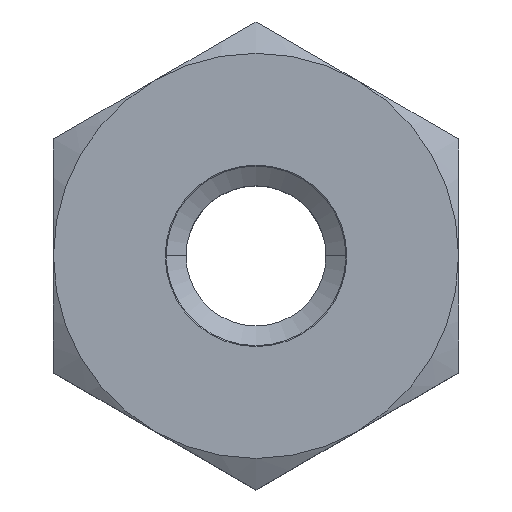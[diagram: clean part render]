
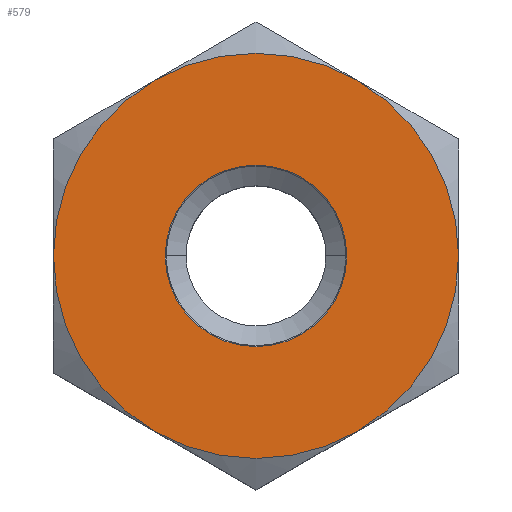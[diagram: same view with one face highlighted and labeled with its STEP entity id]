
A CAD part, top view. The second image highlights one B-rep face of the part: STEP entity #579.
In plain terms, the highlighted planar face has unit normal (0, 0, 1).
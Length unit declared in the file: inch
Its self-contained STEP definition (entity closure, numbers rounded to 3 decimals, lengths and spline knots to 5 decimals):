
#11 = DIRECTION ( 'NONE',  ( 0., 0., -1. ) ) ;
#17 = CARTESIAN_POINT ( 'NONE',  ( 0., 0., 0. ) ) ;
#19 = AXIS2_PLACEMENT_3D ( 'NONE', #353, #352, #350 ) ;
#34 = AXIS2_PLACEMENT_3D ( 'NONE', #1288, #966, #1412 ) ;
#42 = FACE_OUTER_BOUND ( 'NONE', #914, .T. ) ;
#113 = CARTESIAN_POINT ( 'NONE',  ( 0., 0., 0. ) ) ;
#132 = DIRECTION ( 'NONE',  ( 0., 0., -1. ) ) ;
#148 = CIRCLE ( 'NONE', #1025, 0.154 ) ;
#166 = DIRECTION ( 'NONE',  ( -1., 0., 0. ) ) ;
#175 = VERTEX_POINT ( 'NONE', #680 ) ;
#176 = EDGE_CURVE ( 'NONE', #993, #175, #1132, .T. ) ;
#202 = AXIS2_PLACEMENT_3D ( 'NONE', #945, #944, #943 ) ;
#221 = FACE_BOUND ( 'NONE', #423, .T. ) ;
#240 = ORIENTED_EDGE ( 'NONE', *, *, #877, .F. ) ;
#248 = DIRECTION ( 'NONE',  ( -1., 0., 0. ) ) ;
#267 = CIRCLE ( 'NONE', #202, 0.069 ) ;
#308 = ORIENTED_EDGE ( 'NONE', *, *, #1110, .F. ) ;
#350 = DIRECTION ( 'NONE',  ( -1., 0., 0. ) ) ;
#352 = DIRECTION ( 'NONE',  ( 0., 0., -1. ) ) ;
#353 = CARTESIAN_POINT ( 'NONE',  ( 0., 0., 0. ) ) ;
#367 = CARTESIAN_POINT ( 'NONE',  ( 0., 0., 0. ) ) ;
#379 = CIRCLE ( 'NONE', #19, 0.154 ) ;
#387 = AXIS2_PLACEMENT_3D ( 'NONE', #874, #895, #894 ) ;
#423 = EDGE_LOOP ( 'NONE', ( #475, #827 ) ) ;
#475 = ORIENTED_EDGE ( 'NONE', *, *, #559, .F. ) ;
#483 = DIRECTION ( 'NONE',  ( 1., 0., 0. ) ) ;
#488 = DIRECTION ( 'NONE',  ( 0., 0., 1. ) ) ;
#490 = VERTEX_POINT ( 'NONE', #1076 ) ;
#493 = VERTEX_POINT ( 'NONE', #1073 ) ;
#495 = ORIENTED_EDGE ( 'NONE', *, *, #176, .F. ) ;
#538 = CARTESIAN_POINT ( 'NONE',  ( -0.077, 0.13337, 0. ) ) ;
#559 = EDGE_CURVE ( 'NONE', #968, #1058, #267, .T. ) ;
#574 = EDGE_CURVE ( 'NONE', #822, #493, #920, .T. ) ;
#579 = ADVANCED_FACE ( 'NONE', ( #221, #42 ), #1142, .F. ) ;
#594 = DIRECTION ( 'NONE',  ( -1., 0., 0. ) ) ;
#653 = CARTESIAN_POINT ( 'NONE',  ( -0.069, 0., 0. ) ) ;
#658 = CARTESIAN_POINT ( 'NONE',  ( -0.077, -0.13337, 0. ) ) ;
#663 = CARTESIAN_POINT ( 'NONE',  ( 0., 0.17782, 0. ) ) ;
#680 = CARTESIAN_POINT ( 'NONE',  ( -0.154, 0., 0. ) ) ;
#681 = CARTESIAN_POINT ( 'NONE',  ( 0.069, 0., 0. ) ) ;
#696 = AXIS2_PLACEMENT_3D ( 'NONE', #367, #488, #483 ) ;
#724 = AXIS2_PLACEMENT_3D ( 'NONE', #663, #866, #594 ) ;
#742 = DIRECTION ( 'NONE',  ( -1., 0., 0. ) ) ;
#788 = ORIENTED_EDGE ( 'NONE', *, *, #574, .T. ) ;
#802 = ORIENTED_EDGE ( 'NONE', *, *, #1386, .F. ) ;
#807 = EDGE_CURVE ( 'NONE', #1058, #968, #863, .T. ) ;
#822 = VERTEX_POINT ( 'NONE', #1200 ) ;
#827 = ORIENTED_EDGE ( 'NONE', *, *, #807, .F. ) ;
#835 = AXIS2_PLACEMENT_3D ( 'NONE', #113, #132, #166 ) ;
#863 = CIRCLE ( 'NONE', #696, 0.069 ) ;
#866 = DIRECTION ( 'NONE',  ( 0., 0., -1. ) ) ;
#874 = CARTESIAN_POINT ( 'NONE',  ( 0., 0., 0. ) ) ;
#877 = EDGE_CURVE ( 'NONE', #490, #993, #1081, .T. ) ;
#894 = DIRECTION ( 'NONE',  ( 1., 0., 0. ) ) ;
#895 = DIRECTION ( 'NONE',  ( 0., 0., 1. ) ) ;
#914 = EDGE_LOOP ( 'NONE', ( #308, #495, #240, #802, #788, #1290 ) ) ;
#920 = CIRCLE ( 'NONE', #387, 0.154 ) ;
#923 = EDGE_CURVE ( 'NONE', #1205, #493, #148, .T. ) ;
#935 = CIRCLE ( 'NONE', #34, 0.154 ) ;
#943 = DIRECTION ( 'NONE',  ( 1., 0., 0. ) ) ;
#944 = DIRECTION ( 'NONE',  ( 0., 0., 1. ) ) ;
#945 = CARTESIAN_POINT ( 'NONE',  ( 0., 0., 0. ) ) ;
#950 = AXIS2_PLACEMENT_3D ( 'NONE', #17, #11, #248 ) ;
#966 = DIRECTION ( 'NONE',  ( 0., 0., -1. ) ) ;
#968 = VERTEX_POINT ( 'NONE', #681 ) ;
#993 = VERTEX_POINT ( 'NONE', #658 ) ;
#1025 = AXIS2_PLACEMENT_3D ( 'NONE', #1301, #1294, #742 ) ;
#1058 = VERTEX_POINT ( 'NONE', #653 ) ;
#1073 = CARTESIAN_POINT ( 'NONE',  ( 0.077, 0.13337, 0. ) ) ;
#1076 = CARTESIAN_POINT ( 'NONE',  ( 0.077, -0.13337, 0. ) ) ;
#1081 = CIRCLE ( 'NONE', #950, 0.154 ) ;
#1110 = EDGE_CURVE ( 'NONE', #175, #1205, #935, .T. ) ;
#1132 = CIRCLE ( 'NONE', #835, 0.154 ) ;
#1142 = PLANE ( 'NONE',  #724 ) ;
#1200 = CARTESIAN_POINT ( 'NONE',  ( 0.154, 0., 0. ) ) ;
#1205 = VERTEX_POINT ( 'NONE', #538 ) ;
#1288 = CARTESIAN_POINT ( 'NONE',  ( 0., 0., 0. ) ) ;
#1290 = ORIENTED_EDGE ( 'NONE', *, *, #923, .F. ) ;
#1294 = DIRECTION ( 'NONE',  ( 0., 0., -1. ) ) ;
#1301 = CARTESIAN_POINT ( 'NONE',  ( 0., 0., 0. ) ) ;
#1386 = EDGE_CURVE ( 'NONE', #822, #490, #379, .T. ) ;
#1412 = DIRECTION ( 'NONE',  ( -1., 0., 0. ) ) ;
